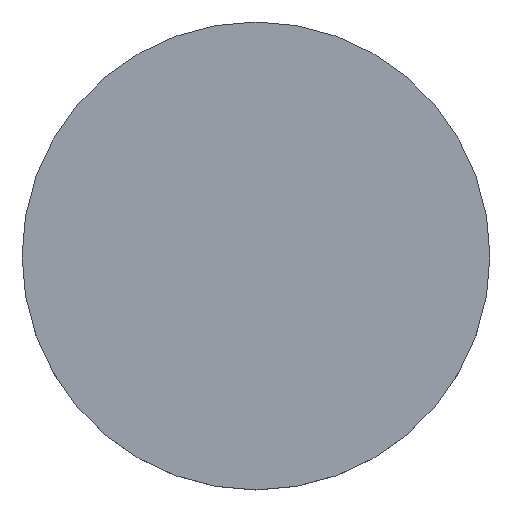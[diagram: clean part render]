
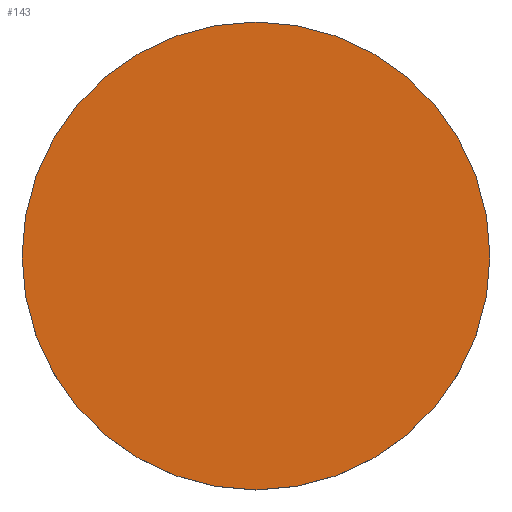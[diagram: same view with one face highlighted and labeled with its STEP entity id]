
A CAD part, top view. The second image highlights one B-rep face of the part: STEP entity #143.
In plain terms, the highlighted planar face has unit normal (0, 0, 1).
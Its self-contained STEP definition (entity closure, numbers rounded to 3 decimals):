
#9 = FACE_OUTER_BOUND ( 'NONE', #147, .T. ) ;
#11 = PLANE ( 'NONE',  #127 ) ;
#32 = DIRECTION ( 'NONE',  ( 0., 0., 1. ) ) ;
#37 = VERTEX_POINT ( 'NONE', #41 ) ;
#41 = CARTESIAN_POINT ( 'NONE',  ( -7.5, 0., 0.625 ) ) ;
#45 = DIRECTION ( 'NONE',  ( 1., 0., 0. ) ) ;
#46 = AXIS2_PLACEMENT_3D ( 'NONE', #64, #73, #141 ) ;
#48 = DIRECTION ( 'NONE',  ( 0., 0., 1. ) ) ;
#50 = VERTEX_POINT ( 'NONE', #106 ) ;
#64 = CARTESIAN_POINT ( 'NONE',  ( 0., 0., 0.625 ) ) ;
#69 = ORIENTED_EDGE ( 'NONE', *, *, #92, .T. ) ;
#71 = AXIS2_PLACEMENT_3D ( 'NONE', #101, #32, #45 ) ;
#72 = CIRCLE ( 'NONE', #71, 7.5 ) ;
#73 = DIRECTION ( 'NONE',  ( 0., 0., 1. ) ) ;
#92 = EDGE_CURVE ( 'NONE', #37, #50, #138, .T. ) ;
#101 = CARTESIAN_POINT ( 'NONE',  ( 0., 0., 0.625 ) ) ;
#106 = CARTESIAN_POINT ( 'NONE',  ( 7.5, 0., 0.625 ) ) ;
#125 = DIRECTION ( 'NONE',  ( 1., 0., 0. ) ) ;
#127 = AXIS2_PLACEMENT_3D ( 'NONE', #167, #48, #125 ) ;
#138 = CIRCLE ( 'NONE', #46, 7.5 ) ;
#141 = DIRECTION ( 'NONE',  ( 1., 0., 0. ) ) ;
#143 = ADVANCED_FACE ( 'NONE', ( #9 ), #11, .T. ) ;
#147 = EDGE_LOOP ( 'NONE', ( #69, #173 ) ) ;
#155 = EDGE_CURVE ( 'NONE', #50, #37, #72, .T. ) ;
#167 = CARTESIAN_POINT ( 'NONE',  ( 0., 0., 0.625 ) ) ;
#173 = ORIENTED_EDGE ( 'NONE', *, *, #155, .T. ) ;
